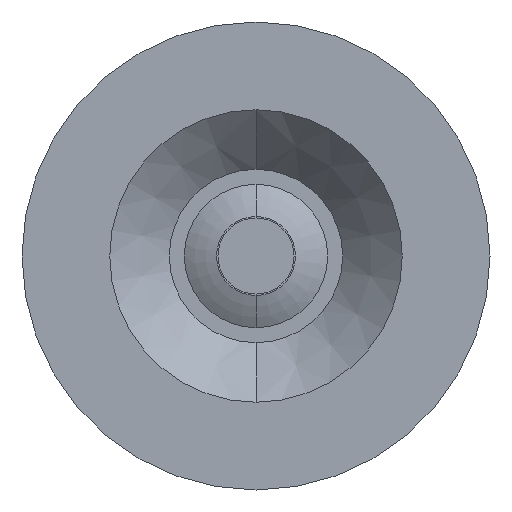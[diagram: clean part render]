
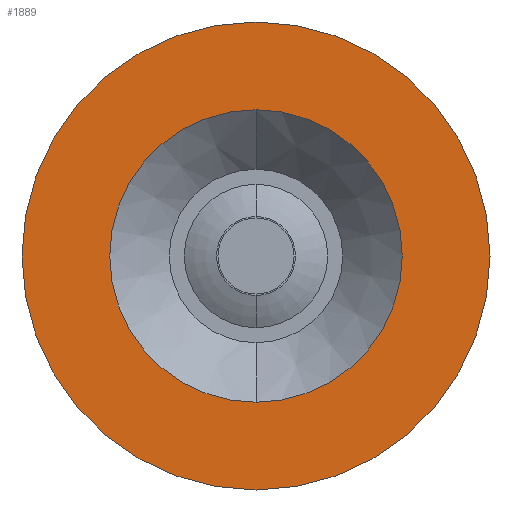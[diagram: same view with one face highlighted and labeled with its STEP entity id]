
A CAD part, front view. The second image highlights one B-rep face of the part: STEP entity #1889.
In plain terms, the highlighted planar face has unit normal (0, -1, 0).
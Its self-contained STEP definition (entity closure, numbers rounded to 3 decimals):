
#1 = DIRECTION ( 'NONE',  ( 0., 1., 0. ) ) ;
#93 = VERTEX_POINT ( 'NONE', #651 ) ;
#171 = EDGE_CURVE ( 'NONE', #593, #93, #1576, .T. ) ;
#278 = CARTESIAN_POINT ( 'NONE',  ( 0., 0., 0. ) ) ;
#300 = FACE_BOUND ( 'NONE', #1122, .T. ) ;
#331 = PLANE ( 'NONE',  #1408 ) ;
#391 = AXIS2_PLACEMENT_3D ( 'NONE', #278, #1681, #1834 ) ;
#424 = CIRCLE ( 'NONE', #391, 40. ) ;
#517 = ORIENTED_EDGE ( 'NONE', *, *, #564, .T. ) ;
#520 = AXIS2_PLACEMENT_3D ( 'NONE', #2161, #1, #1991 ) ;
#551 = ORIENTED_EDGE ( 'NONE', *, *, #1812, .T. ) ;
#564 = EDGE_CURVE ( 'NONE', #93, #593, #1083, .T. ) ;
#593 = VERTEX_POINT ( 'NONE', #2115 ) ;
#630 = AXIS2_PLACEMENT_3D ( 'NONE', #950, #756, #1627 ) ;
#651 = CARTESIAN_POINT ( 'NONE',  ( 0., 0., -25. ) ) ;
#672 = EDGE_LOOP ( 'NONE', ( #551, #2064 ) ) ;
#756 = DIRECTION ( 'NONE',  ( 0., 1., 0. ) ) ;
#798 = DIRECTION ( 'NONE',  ( 0., -1., 0. ) ) ;
#950 = CARTESIAN_POINT ( 'NONE',  ( 0., 0., 0. ) ) ;
#957 = CIRCLE ( 'NONE', #1443, 40. ) ;
#958 = DIRECTION ( 'NONE',  ( 0., 0., -1. ) ) ;
#979 = DIRECTION ( 'NONE',  ( 0., 0., 1. ) ) ;
#1063 = CARTESIAN_POINT ( 'NONE',  ( 0., 0., 40. ) ) ;
#1083 = CIRCLE ( 'NONE', #630, 25. ) ;
#1100 = VERTEX_POINT ( 'NONE', #1844 ) ;
#1113 = ORIENTED_EDGE ( 'NONE', *, *, #171, .T. ) ;
#1122 = EDGE_LOOP ( 'NONE', ( #1113, #517 ) ) ;
#1240 = CARTESIAN_POINT ( 'NONE',  ( 0., 0., 0. ) ) ;
#1408 = AXIS2_PLACEMENT_3D ( 'NONE', #2175, #2164, #979 ) ;
#1443 = AXIS2_PLACEMENT_3D ( 'NONE', #1240, #798, #958 ) ;
#1553 = VERTEX_POINT ( 'NONE', #1063 ) ;
#1576 = CIRCLE ( 'NONE', #520, 25. ) ;
#1627 = DIRECTION ( 'NONE',  ( 0., 0., 1. ) ) ;
#1681 = DIRECTION ( 'NONE',  ( 0., -1., 0. ) ) ;
#1788 = EDGE_CURVE ( 'NONE', #1553, #1100, #957, .T. ) ;
#1812 = EDGE_CURVE ( 'NONE', #1100, #1553, #424, .T. ) ;
#1818 = FACE_OUTER_BOUND ( 'NONE', #672, .T. ) ;
#1834 = DIRECTION ( 'NONE',  ( 0., 0., -1. ) ) ;
#1844 = CARTESIAN_POINT ( 'NONE',  ( 0., 0., -40. ) ) ;
#1889 = ADVANCED_FACE ( 'NONE', ( #300, #1818 ), #331, .F. ) ;
#1991 = DIRECTION ( 'NONE',  ( 0., 0., 1. ) ) ;
#2064 = ORIENTED_EDGE ( 'NONE', *, *, #1788, .T. ) ;
#2115 = CARTESIAN_POINT ( 'NONE',  ( 0., 0., 25. ) ) ;
#2161 = CARTESIAN_POINT ( 'NONE',  ( 0., 0., 0. ) ) ;
#2164 = DIRECTION ( 'NONE',  ( 0., 1., 0. ) ) ;
#2175 = CARTESIAN_POINT ( 'NONE',  ( -40., 0., 0. ) ) ;
